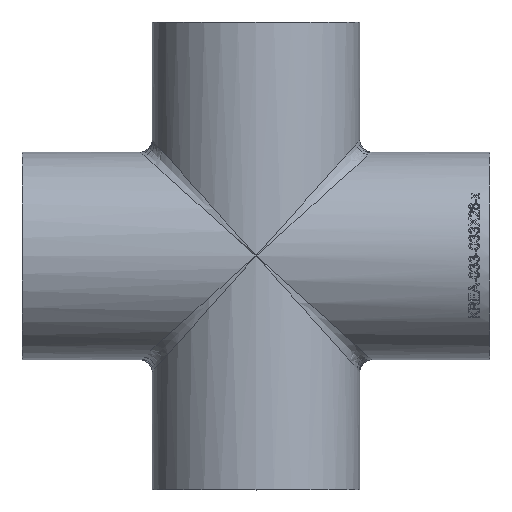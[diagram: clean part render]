
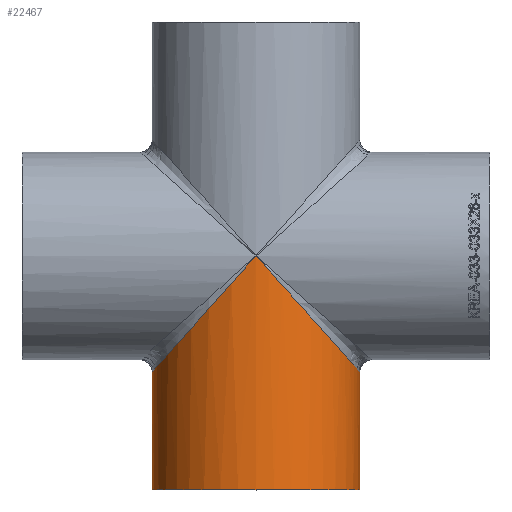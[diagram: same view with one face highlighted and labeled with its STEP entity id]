
A CAD part, top view. The second image highlights one B-rep face of the part: STEP entity #22467.
In plain terms, the highlighted cylindrical face has radius 16.85 mm (diameter 33.7 mm), a full revolution.
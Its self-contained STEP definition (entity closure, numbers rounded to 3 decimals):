
#385 = CARTESIAN_POINT ( 'NONE',  ( 33.7, -37.7, 16.85 ) ) ;
#2947 = FACE_OUTER_BOUND ( 'NONE', #13157, .T. ) ;
#2952 = EDGE_CURVE ( 'NONE', #4511, #5904, #18024, .T. ) ;
#3247 = EDGE_CURVE ( 'NONE', #15532, #15532, #21520, .T. ) ;
#3581 = EDGE_CURVE ( 'NONE', #5904, #4511, #18166, .T. ) ;
#3644 = DIRECTION ( 'NONE',  ( 0., 0., 1. ) ) ;
#4254 = CARTESIAN_POINT ( 'NONE',  ( 0., 0., 16.85 ) ) ;
#4511 = VERTEX_POINT ( 'NONE', #7978 ) ;
#4803 = DIRECTION ( 'NONE',  ( 0., -1., 0. ) ) ;
#5724 = CARTESIAN_POINT ( 'NONE',  ( 0., -38., 0. ) ) ;
#5904 = VERTEX_POINT ( 'NONE', #11936 ) ;
#6618 = CARTESIAN_POINT ( 'NONE',  ( 0., -38., 16.85 ) ) ;
#6631 = ORIENTED_EDGE ( 'NONE', *, *, #2952, .T. ) ;
#6668 = DIRECTION ( 'NONE',  ( 0., 0., -1. ) ) ;
#7523 = CARTESIAN_POINT ( 'NONE',  ( 0., 0., -16.85 ) ) ;
#7805 = ORIENTED_EDGE ( 'NONE', *, *, #3581, .T. ) ;
#7978 = CARTESIAN_POINT ( 'NONE',  ( 0., 0., -16.85 ) ) ;
#11936 = CARTESIAN_POINT ( 'NONE',  ( 0., 0., 16.85 ) ) ;
#13157 = EDGE_LOOP ( 'NONE', ( #20416 ) ) ;
#13285 = CARTESIAN_POINT ( 'NONE',  ( -33.7, -37.7, 16.85 ) ) ;
#14179 = DIRECTION ( 'NONE',  ( 0., 1., 0. ) ) ;
#14562 = CARTESIAN_POINT ( 'NONE',  ( 0., 0., 16.85 ) ) ;
#14803 = CARTESIAN_POINT ( 'NONE',  ( 33.7, -37.7, -16.85 ) ) ;
#15532 = VERTEX_POINT ( 'NONE', #6618 ) ;
#16544 = AXIS2_PLACEMENT_3D ( 'NONE', #20837, #4803, #6668 ) ;
#17216 = CYLINDRICAL_SURFACE ( 'NONE', #16544, 16.85 ) ;
#17982 = EDGE_LOOP ( 'NONE', ( #6631, #7805 ) ) ;
#18024 =( BOUNDED_CURVE ( )  B_SPLINE_CURVE ( 3, ( #7523, #14803, #385, #14562 ),
 .UNSPECIFIED., .F., .F. ) 
 B_SPLINE_CURVE_WITH_KNOTS ( ( 4, 4 ),
 ( 1.571, 4.712 ),
 .UNSPECIFIED. ) 
 CURVE ( )  GEOMETRIC_REPRESENTATION_ITEM ( )  RATIONAL_B_SPLINE_CURVE ( ( 1., 0.333, 0.333, 1. ) ) 
 REPRESENTATION_ITEM ( '' )  );
#18166 =( BOUNDED_CURVE ( )  B_SPLINE_CURVE ( 3, ( #4254, #13285, #18758, #20507 ),
 .UNSPECIFIED., .F., .F. ) 
 B_SPLINE_CURVE_WITH_KNOTS ( ( 4, 4 ),
 ( 4.712, 7.854 ),
 .UNSPECIFIED. ) 
 CURVE ( )  GEOMETRIC_REPRESENTATION_ITEM ( )  RATIONAL_B_SPLINE_CURVE ( ( 1., 0.333, 0.333, 1. ) ) 
 REPRESENTATION_ITEM ( '' )  );
#18758 = CARTESIAN_POINT ( 'NONE',  ( -33.7, -37.7, -16.85 ) ) ;
#18969 = FACE_OUTER_BOUND ( 'NONE', #17982, .T. ) ;
#20416 = ORIENTED_EDGE ( 'NONE', *, *, #3247, .T. ) ;
#20507 = CARTESIAN_POINT ( 'NONE',  ( 0., 0., -16.85 ) ) ;
#20837 = CARTESIAN_POINT ( 'NONE',  ( 0., 38., 0. ) ) ;
#21155 = AXIS2_PLACEMENT_3D ( 'NONE', #5724, #14179, #3644 ) ;
#21520 = CIRCLE ( 'NONE', #21155, 16.85 ) ;
#22467 = ADVANCED_FACE ( 'NONE', ( #18969, #2947 ), #17216, .T. ) ;
